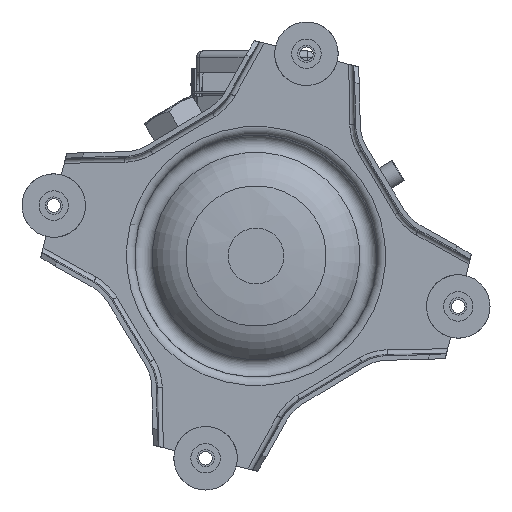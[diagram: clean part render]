
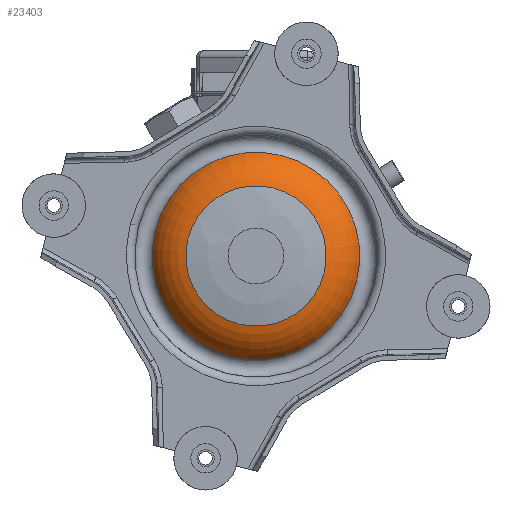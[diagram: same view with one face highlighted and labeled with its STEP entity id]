
A CAD part, front view. The second image highlights one B-rep face of the part: STEP entity #23403.
In plain terms, the highlighted toroidal (fillet/blend) face has major radius 37.998 mm and minor radius 33 mm.
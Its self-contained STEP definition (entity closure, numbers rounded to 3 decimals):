
#65=TOROIDAL_SURFACE('',#25039,37.998,33.);
#5671=FACE_OUTER_BOUND('',#7040,.T.);
#7040=EDGE_LOOP('',(#16811,#16812,#16813,#16814,#16815,#16816,#16817));
#8557=CIRCLE('',#25036,66.981);
#8559=CIRCLE('',#25038,66.981);
#8560=CIRCLE('',#25040,45.331);
#8561=CIRCLE('',#25041,33.);
#8562=CIRCLE('',#25042,45.331);
#8563=CIRCLE('',#25043,45.331);
#10185=VERTEX_POINT('',#35545);
#10186=VERTEX_POINT('',#35546);
#10187=VERTEX_POINT('',#35551);
#10188=VERTEX_POINT('',#35552);
#10189=VERTEX_POINT('',#35555);
#12732=EDGE_CURVE('',#10185,#10186,#8557,.T.);
#12734=EDGE_CURVE('',#10186,#10185,#8559,.T.);
#12735=EDGE_CURVE('',#10187,#10188,#8560,.T.);
#12736=EDGE_CURVE('',#10188,#10186,#8561,.T.);
#12737=EDGE_CURVE('',#10188,#10189,#8562,.T.);
#12738=EDGE_CURVE('',#10189,#10187,#8563,.T.);
#16811=ORIENTED_EDGE('',*,*,#12735,.T.);
#16812=ORIENTED_EDGE('',*,*,#12736,.T.);
#16813=ORIENTED_EDGE('',*,*,#12732,.F.);
#16814=ORIENTED_EDGE('',*,*,#12734,.F.);
#16815=ORIENTED_EDGE('',*,*,#12736,.F.);
#16816=ORIENTED_EDGE('',*,*,#12737,.T.);
#16817=ORIENTED_EDGE('',*,*,#12738,.T.);
#23403=ADVANCED_FACE('',(#5671),#65,.T.);
#25036=AXIS2_PLACEMENT_3D('',#35547,#28059,#28060);
#25038=AXIS2_PLACEMENT_3D('',#35549,#28063,#28064);
#25039=AXIS2_PLACEMENT_3D('',#35550,#28065,#28066);
#25040=AXIS2_PLACEMENT_3D('',#35553,#28067,#28068);
#25041=AXIS2_PLACEMENT_3D('',#35554,#28069,#28070);
#25042=AXIS2_PLACEMENT_3D('',#35556,#28071,#28072);
#25043=AXIS2_PLACEMENT_3D('',#35557,#28073,#28074);
#28059=DIRECTION('center_axis',(0.,1.,0.));
#28060=DIRECTION('ref_axis',(-0.97,0.,0.242));
#28063=DIRECTION('center_axis',(0.,1.,0.));
#28064=DIRECTION('ref_axis',(-0.97,0.,0.242));
#28065=DIRECTION('center_axis',(0.,-1.,0.));
#28066=DIRECTION('ref_axis',(0.97,0.,-0.242));
#28067=DIRECTION('center_axis',(0.,1.,0.));
#28068=DIRECTION('ref_axis',(-0.97,0.,0.242));
#28069=DIRECTION('center_axis',(-0.242,0.,-0.97));
#28070=DIRECTION('ref_axis',(-0.97,0.,0.242));
#28071=DIRECTION('center_axis',(0.,1.,0.));
#28072=DIRECTION('ref_axis',(-0.97,0.,0.242));
#28073=DIRECTION('center_axis',(0.,1.,0.));
#28074=DIRECTION('ref_axis',(-0.97,0.,0.242));
#35545=CARTESIAN_POINT('',(64.991,5.469,-16.204));
#35546=CARTESIAN_POINT('',(-64.991,5.469,16.204));
#35547=CARTESIAN_POINT('Origin',(0.,5.469,0.));
#35549=CARTESIAN_POINT('Origin',(0.,5.469,0.));
#35550=CARTESIAN_POINT('Origin',(0.,21.25,0.));
#35551=CARTESIAN_POINT('',(43.984,-10.925,-10.967));
#35552=CARTESIAN_POINT('',(-43.984,-10.925,10.967));
#35553=CARTESIAN_POINT('Origin',(0.,-10.925,0.));
#35554=CARTESIAN_POINT('Origin',(-36.87,21.25,9.193));
#35555=CARTESIAN_POINT('',(10.967,-10.925,43.984));
#35556=CARTESIAN_POINT('Origin',(0.,-10.925,0.));
#35557=CARTESIAN_POINT('Origin',(0.,-10.925,0.));
